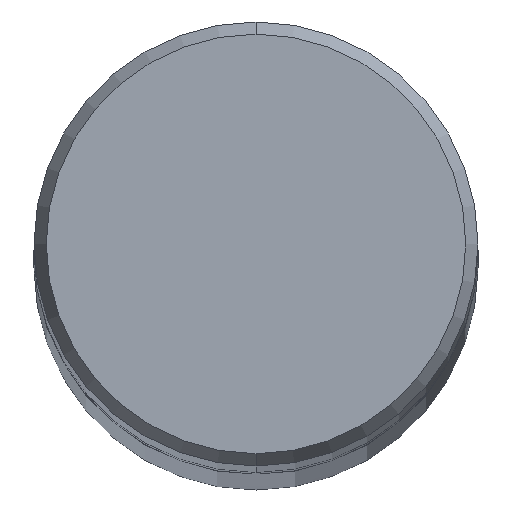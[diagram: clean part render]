
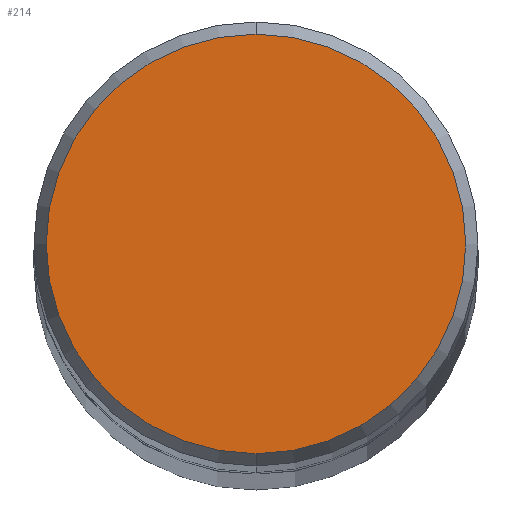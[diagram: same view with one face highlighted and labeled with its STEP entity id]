
A CAD part, top view. The second image highlights one B-rep face of the part: STEP entity #214.
In plain terms, the highlighted planar face has unit normal (0, 0, 1).
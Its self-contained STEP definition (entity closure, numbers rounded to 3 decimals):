
#120=VERTEX_POINT('',#269);
#138=VERTEX_POINT('',#290);
#150=EDGE_CURVE('',#120,#138,#304,.T.);
#176=EDGE_CURVE('',#138,#120,#334,.T.);
#214=ADVANCED_FACE('',(#375),#376,.T.);
#269=CARTESIAN_POINT('',(0.0,3.936,0.0));
#290=CARTESIAN_POINT('',(0.,-3.936,0.0));
#304=CIRCLE('',#470,3.936);
#334=CIRCLE('',#509,3.936);
#375=FACE_OUTER_BOUND('',#564,.T.);
#376=PLANE('',#565);
#470=AXIS2_PLACEMENT_3D('',#660,#661,#662);
#509=AXIS2_PLACEMENT_3D('',#701,#702,#703);
#564=EDGE_LOOP('',(#749,#750));
#565=AXIS2_PLACEMENT_3D('',#751,#752,#753);
#660=CARTESIAN_POINT('',(0.0,0.0,0.0));
#661=DIRECTION('',(0.0,0.0,-1.0));
#662=DIRECTION('',(0.0,1.0,0.0));
#701=CARTESIAN_POINT('',(0.0,0.0,0.0));
#702=DIRECTION('',(0.0,0.0,-1.0));
#703=DIRECTION('',(0.0,1.0,0.0));
#749=ORIENTED_EDGE('',*,*,#150,.F.);
#750=ORIENTED_EDGE('',*,*,#176,.F.);
#751=CARTESIAN_POINT('',(0.0,1.968,0.0));
#752=DIRECTION('',(-0.0,0.0,1.0));
#753=DIRECTION('',(0.0,-1.0,0.0));
